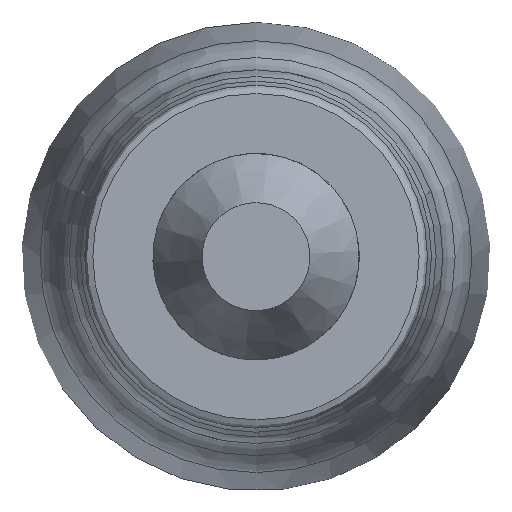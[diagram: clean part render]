
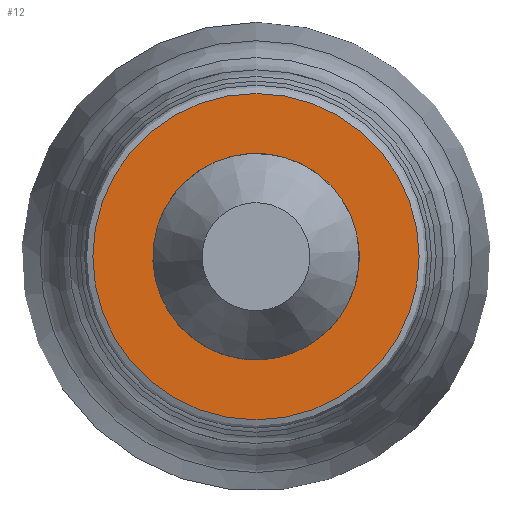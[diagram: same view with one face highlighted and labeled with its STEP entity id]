
A CAD part, left-side view. The second image highlights one B-rep face of the part: STEP entity #12.
In plain terms, the highlighted planar face has unit normal (-1, 0, 0).
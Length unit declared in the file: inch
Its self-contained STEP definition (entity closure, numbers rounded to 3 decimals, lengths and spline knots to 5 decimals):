
#3 = CARTESIAN_POINT ( 'NONE',  ( 0., 0., -0.01243 ) ) ;
#12 = ADVANCED_FACE ( 'NONE', ( #506, #165 ), #351, .F. ) ;
#16 = AXIS2_PLACEMENT_3D ( 'NONE', #364, #373, #325 ) ;
#62 = VERTEX_POINT ( 'NONE', #3 ) ;
#127 = VERTEX_POINT ( 'NONE', #302 ) ;
#165 = FACE_OUTER_BOUND ( 'NONE', #720, .T. ) ;
#176 = CARTESIAN_POINT ( 'NONE',  ( 0., 0., 0. ) ) ;
#183 = DIRECTION ( 'NONE',  ( -1., 0., 0. ) ) ;
#224 = DIRECTION ( 'NONE',  ( 0., 0., -1. ) ) ;
#257 = AXIS2_PLACEMENT_3D ( 'NONE', #661, #347, #224 ) ;
#263 = EDGE_CURVE ( 'NONE', #62, #62, #321, .T. ) ;
#302 = CARTESIAN_POINT ( 'NONE',  ( 0., 0., 0.01965 ) ) ;
#306 = CIRCLE ( 'NONE', #16, 0.01965 ) ;
#310 = AXIS2_PLACEMENT_3D ( 'NONE', #176, #183, #568 ) ;
#321 = CIRCLE ( 'NONE', #310, 0.01243 ) ;
#325 = DIRECTION ( 'NONE',  ( 0., 0., 1. ) ) ;
#347 = DIRECTION ( 'NONE',  ( 1., 0., 0. ) ) ;
#351 = PLANE ( 'NONE',  #257 ) ;
#364 = CARTESIAN_POINT ( 'NONE',  ( 0., 0., 0. ) ) ;
#373 = DIRECTION ( 'NONE',  ( -1., 0., 0. ) ) ;
#398 = EDGE_LOOP ( 'NONE', ( #552 ) ) ;
#480 = EDGE_CURVE ( 'NONE', #127, #127, #306, .T. ) ;
#506 = FACE_BOUND ( 'NONE', #398, .T. ) ;
#552 = ORIENTED_EDGE ( 'NONE', *, *, #263, .F. ) ;
#568 = DIRECTION ( 'NONE',  ( 0., 0., -1. ) ) ;
#621 = ORIENTED_EDGE ( 'NONE', *, *, #480, .T. ) ;
#661 = CARTESIAN_POINT ( 'NONE',  ( 0., 0.018, 0. ) ) ;
#720 = EDGE_LOOP ( 'NONE', ( #621 ) ) ;
